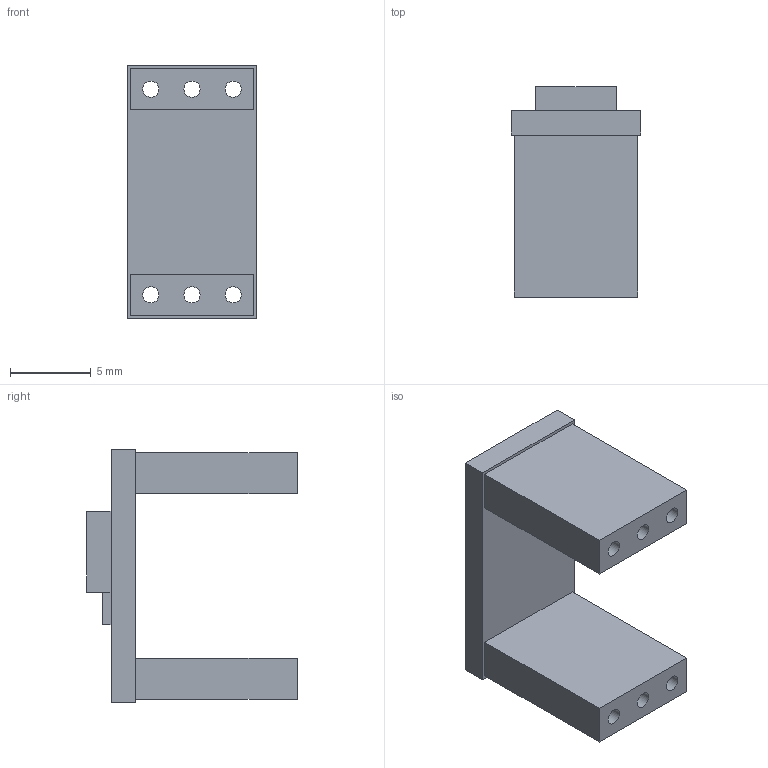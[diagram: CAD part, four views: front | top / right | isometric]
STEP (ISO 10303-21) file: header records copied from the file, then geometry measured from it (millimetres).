
FILE_DESCRIPTION(/* description */ (''),/* implementation_level */ '2;1');
FILE_NAME(/* name */ 'TPS61230A.stp',/* time_stamp */ '2025-02-20T09:09:43+09:00',/* author */ ('hibik'),/* organization */ (''),/* preprocessor_version */ 'ST-DEVELOPER v20',/* originating_system */ 'Autodesk Inventor 2024',/* authorisation */ '');
FILE_SCHEMA (('AUTOMOTIVE_DESIGN { 1 0 10303 214 3 1 1 }'));
Length unit declared in the file: millimetre
Products named in the file (1): TPS61230A
Bounding box: 8.02 x 13 x 15.64 mm (x, y, z)
Volume: 559.8 mm3; surface area: 968.5 mm2
Topology: 1 solids, 1 shells, 43 faces, 96 edges, 64 vertices
Faces by surface type: plane 31, cylinder 12
Full cylindrical faces by diameter (mm): 1 x6, 2 x6
Entity records: 1349 total; most frequent: DIRECTION 208, CARTESIAN_POINT 204, ORIENTED_EDGE 192, EDGE_CURVE 96, LINE 72, VECTOR 72, AXIS2_PLACEMENT_3D 68, EDGE_LOOP 64
